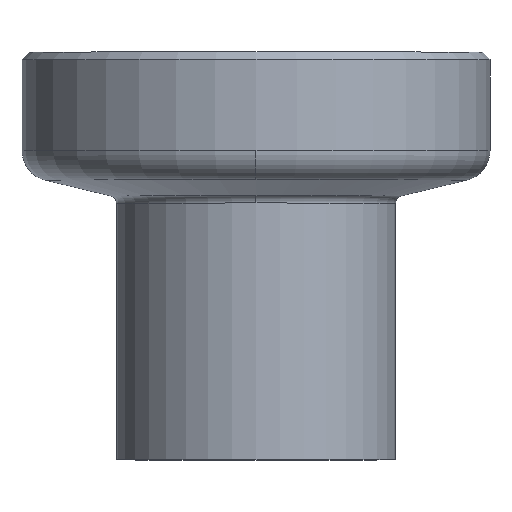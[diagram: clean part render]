
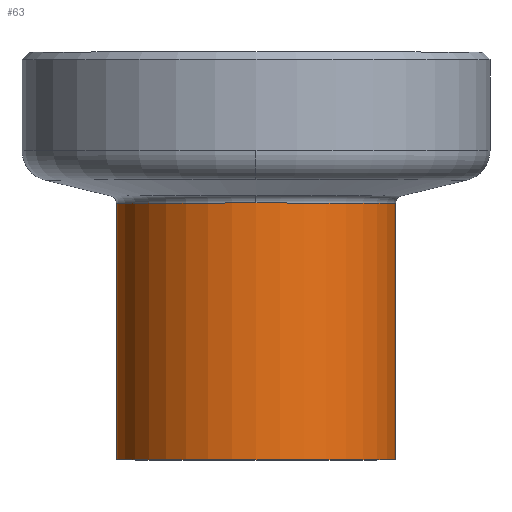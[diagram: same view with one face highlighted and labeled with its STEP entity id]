
A CAD part, top view. The second image highlights one B-rep face of the part: STEP entity #63.
In plain terms, the highlighted cylindrical face has radius 9.25 mm (diameter 18.5 mm), a partial arc.
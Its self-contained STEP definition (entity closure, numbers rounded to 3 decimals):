
#63=ADVANCED_FACE('',(#108),#109,.T.);
#108=FACE_OUTER_BOUND('',#163,.T.);
#109=CYLINDRICAL_SURFACE('',#164,9.25);
#163=EDGE_LOOP('',(#308,#309,#310,#311,#312));
#164=AXIS2_PLACEMENT_3D('',#313,#314,#315);
#308=ORIENTED_EDGE('',*,*,#400,.T.);
#309=ORIENTED_EDGE('',*,*,#426,.F.);
#310=ORIENTED_EDGE('',*,*,#397,.F.);
#311=ORIENTED_EDGE('',*,*,#402,.T.);
#312=ORIENTED_EDGE('',*,*,#427,.T.);
#313=CARTESIAN_POINT('',(0.0,8.5,0.0));
#314=DIRECTION('',(0.0,-1.0,-0.0));
#315=DIRECTION('',(1.0,0.0,0.0));
#397=EDGE_CURVE('',#470,#472,#473,.T.);
#400=EDGE_CURVE('',#477,#478,#479,.T.);
#402=EDGE_CURVE('',#470,#480,#482,.T.);
#426=EDGE_CURVE('',#472,#478,#519,.T.);
#427=EDGE_CURVE('',#480,#477,#520,.T.);
#470=VERTEX_POINT('',#571);
#472=VERTEX_POINT('',#573);
#473=CIRCLE('',#574,9.25);
#477=VERTEX_POINT('',#578);
#478=VERTEX_POINT('',#579);
#479=LINE('',#580,#581);
#480=VERTEX_POINT('',#582);
#482=LINE('',#584,#585);
#519=CIRCLE('',#632,9.25);
#520=CIRCLE('',#633,9.25);
#571=CARTESIAN_POINT('',(-9.25,17.0,0.));
#573=CARTESIAN_POINT('',(0.,17.0,9.25));
#574=AXIS2_PLACEMENT_3D('',#691,#692,#693);
#578=CARTESIAN_POINT('',(9.25,0.0,0.0));
#579=CARTESIAN_POINT('',(9.25,17.0,0.0));
#580=CARTESIAN_POINT('',(9.25,8.5,0.));
#581=VECTOR('',#700,1.0);
#582=CARTESIAN_POINT('',(-9.25,0.0,0.));
#584=CARTESIAN_POINT('',(-9.25,8.5,0.));
#585=VECTOR('',#704,1.0);
#632=AXIS2_PLACEMENT_3D('',#754,#755,#756);
#633=AXIS2_PLACEMENT_3D('',#757,#758,#759);
#691=CARTESIAN_POINT('',(0.0,17.0,0.0));
#692=DIRECTION('',(-0.0,1.0,0.0));
#693=DIRECTION('',(1.0,0.0,0.0));
#700=DIRECTION('',(0.0,1.0,0.0));
#704=DIRECTION('',(-0.0,-1.0,-0.0));
#754=CARTESIAN_POINT('',(0.0,17.0,0.0));
#755=DIRECTION('',(-0.0,1.0,0.0));
#756=DIRECTION('',(1.0,0.0,0.0));
#757=CARTESIAN_POINT('',(0.0,0.0,0.0));
#758=DIRECTION('',(-0.0,1.0,0.0));
#759=DIRECTION('',(1.0,0.0,0.0));
